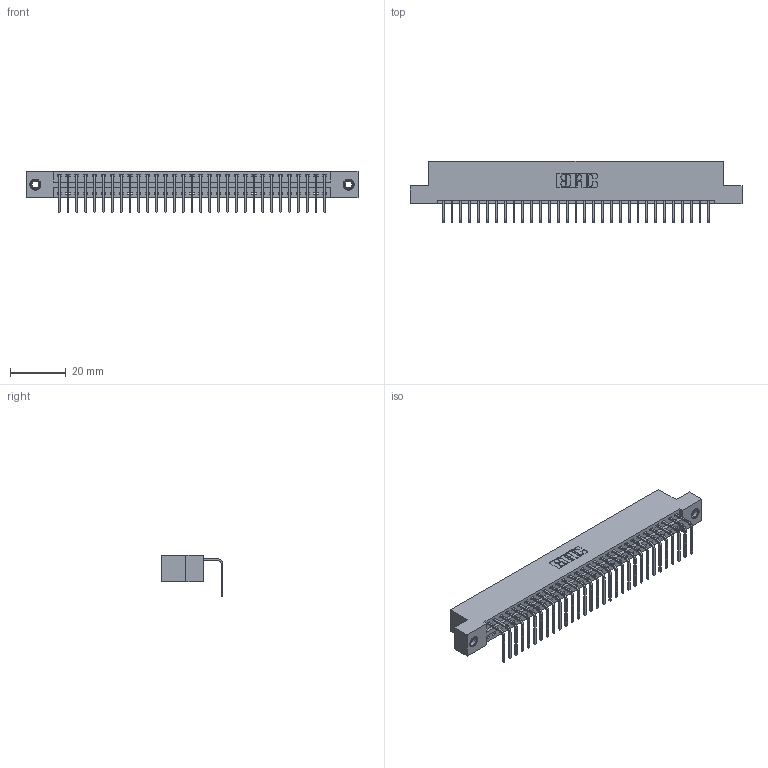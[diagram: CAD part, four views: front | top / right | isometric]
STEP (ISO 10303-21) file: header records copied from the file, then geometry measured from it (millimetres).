
FILE_DESCRIPTION (( 'STEP AP203' ), '1' );
FILE_NAME ('396-031-558-107.STEP', '2018-09-05T09:20:26', ( '' ), ( '' ), 'SwSTEP 2.0', 'SolidWorks 2016', '' );
FILE_SCHEMA (( 'CONFIG_CONTROL_DESIGN' ));
Length unit declared in the file: inch
Products named in the file (4): 346 Part_Flush Mounting Lugs - 0.156 Dia-TI; 345-292-001_558 Tail - 2; 345-250-001_345-250-005-103; 396-031-558-107
Assembly tree (34 placements, depth 2):
  396-031-558-107
    346 Part_Flush Mounting Lugs - 0.156 Dia-TI
    345-292-001_558 Tail - 2  x31
    345-250-001_345-250-005-103  x2
Bounding box: 119 x 22.16 x 14.73 mm (x, y, z)
Volume: 11404.8 mm3; surface area: 14786.7 mm2
Topology: 34 solids, 34 shells, 2042 faces, 6107 edges, 4022 vertices
Faces by surface type: plane 1410, cylinder 616, cone 12, torus 4
Entity records: 21990 total; most frequent: CARTESIAN_POINT 3756, ORIENTED_EDGE 3714, DIRECTION 3353, EDGE_CURVE 1857, VECTOR 1581, LINE 1581, VERTEX_POINT 1232, AXIS2_PLACEMENT_3D 886
